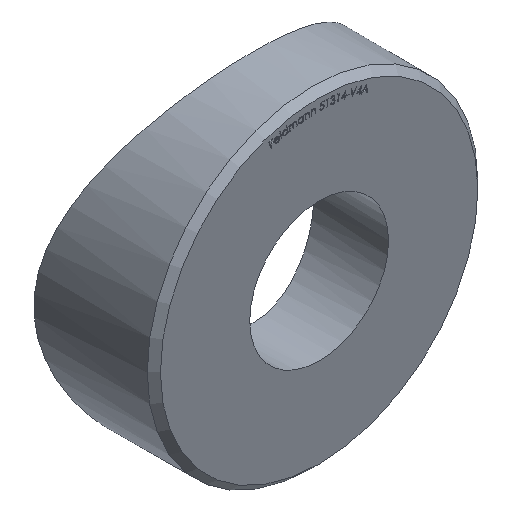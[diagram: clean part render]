
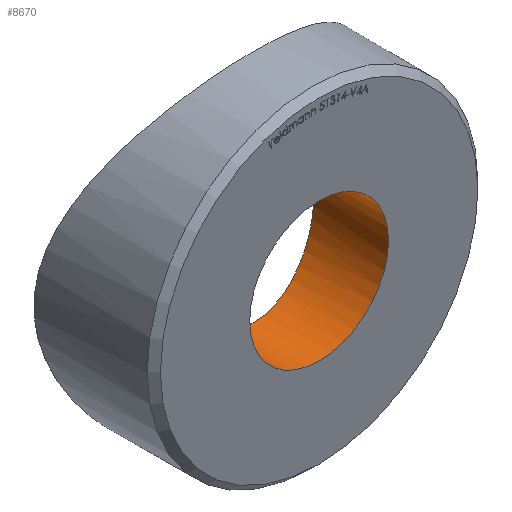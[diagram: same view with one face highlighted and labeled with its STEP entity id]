
A CAD part, isometric view. The second image highlights one B-rep face of the part: STEP entity #8670.
In plain terms, the highlighted cylindrical face has radius 5.25 mm (diameter 10.5 mm), a full revolution.
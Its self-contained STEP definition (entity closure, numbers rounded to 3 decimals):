
#15 = CARTESIAN_POINT ( 'NONE',  ( -5.08, 5.618, 1.368 ) ) ;
#134 = FACE_OUTER_BOUND ( 'NONE', #1349, .T. ) ;
#149 = ORIENTED_EDGE ( 'NONE', *, *, #7520, .T. ) ;
#204 = CARTESIAN_POINT ( 'NONE',  ( -3.952, 5.37, 3.473 ) ) ;
#239 = CARTESIAN_POINT ( 'NONE',  ( 4.709, 5.529, 2.327 ) ) ;
#678 = CARTESIAN_POINT ( 'NONE',  ( 3.203, 5.241, -4.174 ) ) ;
#753 = CARTESIAN_POINT ( 'NONE',  ( 1.195, 5.033, -5.115 ) ) ;
#789 = CARTESIAN_POINT ( 'NONE',  ( -3.208, 5.242, -4.17 ) ) ;
#820 = CARTESIAN_POINT ( 'NONE',  ( -2.634, 5.162, 4.554 ) ) ;
#858 = CARTESIAN_POINT ( 'NONE',  ( 4.784, 5.547, 2.17 ) ) ;
#1045 = CARTESIAN_POINT ( 'NONE',  ( -5.083, 5.618, -1.36 ) ) ;
#1080 = CARTESIAN_POINT ( 'NONE',  ( 1.697, 5.066, 4.98 ) ) ;
#1331 = DIRECTION ( 'NONE',  ( 0., -1., 0. ) ) ;
#1349 = EDGE_LOOP ( 'NONE', ( #149 ) ) ;
#1493 = CARTESIAN_POINT ( 'NONE',  ( 3.954, 5.371, -3.47 ) ) ;
#1593 = CARTESIAN_POINT ( 'NONE',  ( -1.703, 5.066, -4.978 ) ) ;
#1622 = CARTESIAN_POINT ( 'NONE',  ( 2.639, 5.163, 4.552 ) ) ;
#1657 = CARTESIAN_POINT ( 'NONE',  ( -3.467, 5.284, 3.957 ) ) ;
#1822 = B_SPLINE_CURVE_WITH_KNOTS ( 'NONE', 3,
 ( #3920, #8776, #9521, #753, #2282, #7880, #8673, #5515, #4685, #678, #6305, #1493, #7116, #8848, #5583, #3470, #5620, #2454, #5842, #4060, #5033, #5068, #8262, #1879, #8087, #858, #239, #7256, #7218, #6672, #9844, #7513, #4274, #1622, #9668, #1080, #9070, #5106, #8053, #1847, #9879, #7293, #4826, #5658, #2667, #6491, #820, #4868, #1657, #204, #2497, #8884, #3260, #5876, #15, #3295, #6706, #4307, #6449, #10422, #4244, #1045, #7472, #3508, #2706, #2419, #8288, #9108, #789, #9914, #6409, #1593, #8017, #3224, #8806, #4026 ),
 .UNSPECIFIED., .T., .F.,
 ( 4, 2, 2, 2, 2, 2, 2, 2, 2, 2, 2, 2, 2, 2, 2, 2, 2, 2, 2, 2, 2, 2, 2, 2, 2, 2, 2, 2, 2, 2, 2, 2, 2, 2, 2, 2, 2, 4 ),
 ( 0., 0.001, 0.002, 0.002, 0.003, 0.004, 0.005, 0.006, 0.007, 0.007, 0.008, 0.009, 0.01, 0.011, 0.011, 0.012, 0.013, 0.014, 0.015, 0.016, 0.016, 0.018, 0.019, 0.02, 0.021, 0.022, 0.023, 0.024, 0.024, 0.025, 0.026, 0.027, 0.028, 0.029, 0.03, 0.031, 0.032, 0.033 ),
 .UNSPECIFIED. ) ;
#1847 = CARTESIAN_POINT ( 'NONE',  ( 0.346, 5.002, 5.241 ) ) ;
#1879 = CARTESIAN_POINT ( 'NONE',  ( 5.081, 5.618, 1.364 ) ) ;
#2071 = AXIS2_PLACEMENT_3D ( 'NONE', #10060, #1331, #3713 ) ;
#2282 = CARTESIAN_POINT ( 'NONE',  ( 1.362, 5.043, -5.073 ) ) ;
#2419 = CARTESIAN_POINT ( 'NONE',  ( -4.175, 5.414, -3.202 ) ) ;
#2436 = CYLINDRICAL_SURFACE ( 'NONE', #5823, 5.25 ) ;
#2454 = CARTESIAN_POINT ( 'NONE',  ( 5.072, 5.616, -1.367 ) ) ;
#2497 = CARTESIAN_POINT ( 'NONE',  ( -4.173, 5.414, 3.205 ) ) ;
#2667 = CARTESIAN_POINT ( 'NONE',  ( -1.694, 5.065, 4.981 ) ) ;
#2706 = CARTESIAN_POINT ( 'NONE',  ( -4.557, 5.495, -2.63 ) ) ;
#3224 = CARTESIAN_POINT ( 'NONE',  ( -0.692, 5.009, -5.216 ) ) ;
#3260 = CARTESIAN_POINT ( 'NONE',  ( -4.714, 5.53, 2.337 ) ) ;
#3272 = DIRECTION ( 'NONE',  ( 0., -1., 0. ) ) ;
#3295 = CARTESIAN_POINT ( 'NONE',  ( -5.181, 5.643, 0.864 ) ) ;
#3302 = CARTESIAN_POINT ( 'NONE',  ( 0., 5., -5.25 ) ) ;
#3470 = CARTESIAN_POINT ( 'NONE',  ( 4.914, 5.577, -1.857 ) ) ;
#3508 = CARTESIAN_POINT ( 'NONE',  ( -4.718, 5.531, -2.328 ) ) ;
#3713 = DIRECTION ( 'NONE',  ( 0., 0., -1. ) ) ;
#3920 = CARTESIAN_POINT ( 'NONE',  ( 0., 5., -5.25 ) ) ;
#4026 = CARTESIAN_POINT ( 'NONE',  ( 0., 5., -5.25 ) ) ;
#4060 = CARTESIAN_POINT ( 'NONE',  ( 5.216, 5.652, -0.689 ) ) ;
#4244 = CARTESIAN_POINT ( 'NONE',  ( -5.216, 5.652, -0.685 ) ) ;
#4274 = CARTESIAN_POINT ( 'NONE',  ( 3.206, 5.242, 4.171 ) ) ;
#4307 = CARTESIAN_POINT ( 'NONE',  ( -5.241, 5.658, 0.351 ) ) ;
#4685 = CARTESIAN_POINT ( 'NONE',  ( 2.634, 5.162, -4.555 ) ) ;
#4826 = CARTESIAN_POINT ( 'NONE',  ( -0.683, 5.008, 5.217 ) ) ;
#4868 = CARTESIAN_POINT ( 'NONE',  ( -3.204, 5.242, 4.173 ) ) ;
#5033 = CARTESIAN_POINT ( 'NONE',  ( 5.25, 5.66, -0.347 ) ) ;
#5039 = DIRECTION ( 'NONE',  ( 0., 0., -1. ) ) ;
#5068 = CARTESIAN_POINT ( 'NONE',  ( 5.25, 5.66, 0.341 ) ) ;
#5106 = CARTESIAN_POINT ( 'NONE',  ( 0.863, 5.017, 5.181 ) ) ;
#5375 = EDGE_CURVE ( 'NONE', #7437, #7437, #1822, .T. ) ;
#5515 = CARTESIAN_POINT ( 'NONE',  ( 2.333, 5.126, -4.716 ) ) ;
#5583 = CARTESIAN_POINT ( 'NONE',  ( 4.717, 5.531, -2.33 ) ) ;
#5620 = CARTESIAN_POINT ( 'NONE',  ( 4.972, 5.591, -1.696 ) ) ;
#5658 = CARTESIAN_POINT ( 'NONE',  ( -1.366, 5.041, 5.081 ) ) ;
#5823 = AXIS2_PLACEMENT_3D ( 'NONE', #6387, #3272, #5039 ) ;
#5842 = CARTESIAN_POINT ( 'NONE',  ( 5.115, 5.626, -1.197 ) ) ;
#5876 = CARTESIAN_POINT ( 'NONE',  ( -4.98, 5.593, 1.698 ) ) ;
#5986 = EDGE_LOOP ( 'NONE', ( #7118 ) ) ;
#6077 = CIRCLE ( 'NONE', #2071, 5.25 ) ;
#6305 = CARTESIAN_POINT ( 'NONE',  ( 3.472, 5.285, -3.953 ) ) ;
#6387 = CARTESIAN_POINT ( 'NONE',  ( 0., 9.934, 0. ) ) ;
#6409 = CARTESIAN_POINT ( 'NONE',  ( -2.335, 5.127, -4.715 ) ) ;
#6449 = CARTESIAN_POINT ( 'NONE',  ( -5.25, 5.66, 0.176 ) ) ;
#6491 = CARTESIAN_POINT ( 'NONE',  ( -2.327, 5.126, 4.719 ) ) ;
#6672 = CARTESIAN_POINT ( 'NONE',  ( 4.174, 5.414, 3.202 ) ) ;
#6706 = CARTESIAN_POINT ( 'NONE',  ( -5.207, 5.649, 0.694 ) ) ;
#7116 = CARTESIAN_POINT ( 'NONE',  ( 4.171, 5.413, -3.207 ) ) ;
#7118 = ORIENTED_EDGE ( 'NONE', *, *, #5375, .F. ) ;
#7218 = CARTESIAN_POINT ( 'NONE',  ( 4.459, 5.474, 2.777 ) ) ;
#7256 = CARTESIAN_POINT ( 'NONE',  ( 4.547, 5.493, 2.63 ) ) ;
#7293 = CARTESIAN_POINT ( 'NONE',  ( -0.341, 5., 5.25 ) ) ;
#7437 = VERTEX_POINT ( 'NONE', #3302 ) ;
#7472 = CARTESIAN_POINT ( 'NONE',  ( -4.981, 5.593, -1.695 ) ) ;
#7513 = CARTESIAN_POINT ( 'NONE',  ( 3.47, 5.284, 3.955 ) ) ;
#7520 = EDGE_CURVE ( 'NONE', #7564, #7564, #6077, .T. ) ;
#7564 = VERTEX_POINT ( 'NONE', #8815 ) ;
#7880 = CARTESIAN_POINT ( 'NONE',  ( 1.692, 5.067, -4.973 ) ) ;
#8017 = CARTESIAN_POINT ( 'NONE',  ( -1.368, 5.041, -5.08 ) ) ;
#8053 = CARTESIAN_POINT ( 'NONE',  ( 0.69, 5.011, 5.207 ) ) ;
#8087 = CARTESIAN_POINT ( 'NONE',  ( 4.982, 5.593, 1.692 ) ) ;
#8262 = CARTESIAN_POINT ( 'NONE',  ( 5.216, 5.652, 0.69 ) ) ;
#8288 = CARTESIAN_POINT ( 'NONE',  ( -3.956, 5.371, -3.469 ) ) ;
#8670 = ADVANCED_FACE ( 'NONE', ( #134, #10084 ), #2436, .F. ) ;
#8673 = CARTESIAN_POINT ( 'NONE',  ( 1.856, 5.081, -4.914 ) ) ;
#8776 = CARTESIAN_POINT ( 'NONE',  ( 0.348, 5., -5.25 ) ) ;
#8806 = CARTESIAN_POINT ( 'NONE',  ( -0.348, 5., -5.25 ) ) ;
#8815 = CARTESIAN_POINT ( 'NONE',  ( 0., 0., -5.25 ) ) ;
#8848 = CARTESIAN_POINT ( 'NONE',  ( 4.555, 5.494, -2.634 ) ) ;
#8884 = CARTESIAN_POINT ( 'NONE',  ( -4.552, 5.494, 2.637 ) ) ;
#9070 = CARTESIAN_POINT ( 'NONE',  ( 1.37, 5.042, 5.08 ) ) ;
#9108 = CARTESIAN_POINT ( 'NONE',  ( -3.474, 5.285, -3.951 ) ) ;
#9521 = CARTESIAN_POINT ( 'NONE',  ( 0.691, 5.009, -5.216 ) ) ;
#9668 = CARTESIAN_POINT ( 'NONE',  ( 2.331, 5.126, 4.717 ) ) ;
#9844 = CARTESIAN_POINT ( 'NONE',  ( 3.956, 5.371, 3.469 ) ) ;
#9879 = CARTESIAN_POINT ( 'NONE',  ( 0.174, 5., 5.25 ) ) ;
#9914 = CARTESIAN_POINT ( 'NONE',  ( -2.636, 5.162, -4.553 ) ) ;
#10060 = CARTESIAN_POINT ( 'NONE',  ( 0., 0., 0. ) ) ;
#10084 = FACE_OUTER_BOUND ( 'NONE', #5986, .T. ) ;
#10422 = CARTESIAN_POINT ( 'NONE',  ( -5.25, 5.66, -0.344 ) ) ;
